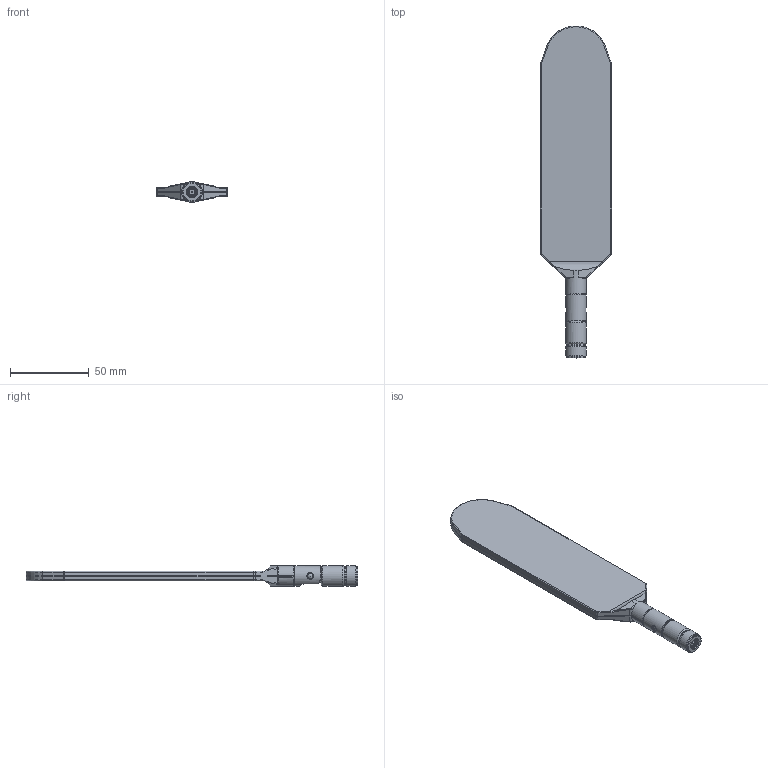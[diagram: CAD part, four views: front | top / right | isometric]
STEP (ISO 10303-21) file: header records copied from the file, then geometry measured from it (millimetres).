
FILE_DESCRIPTION (( 'STEP AP214' ), '1' );
FILE_NAME ('TG.31.8113_Default.STEP', '2023-05-09T08:30:20', ( 'LocalAdmin' ), ( '' ), 'SwSTEP 2.0', 'SolidWorks 2018', '' );
FILE_SCHEMA (( 'AUTOMOTIVE_DESIGN' ));
Length unit declared in the file: millimetre
Products named in the file (1): TG.31.8113_Default
Bounding box: 45.2 x 210.68 x 13 mm (x, y, z)
Surface area: 18914.7 mm2 (no closed solid volume)
Topology: 0 solids, 12 shells, 172 faces, 640 edges, 475 vertices
Faces by surface type: plane 55, cylinder 50, bspline 49, cone 11, torus 5, sphere 2
Full cylindrical faces by diameter (mm): 1 x1, 1.9 x2, 2 x2, 3.6 x2, 4 x1, 6.5 x1, 11.8 x2, 13 x3
Entity records: 12141 total; most frequent: CARTESIAN_POINT 5659, ORIENTED_EDGE 978, DIRECTION 727, EDGE_CURVE 606, VERTEX_POINT 466, VECTOR 271, LINE 271, AXIS2_PLACEMENT_3D 228
